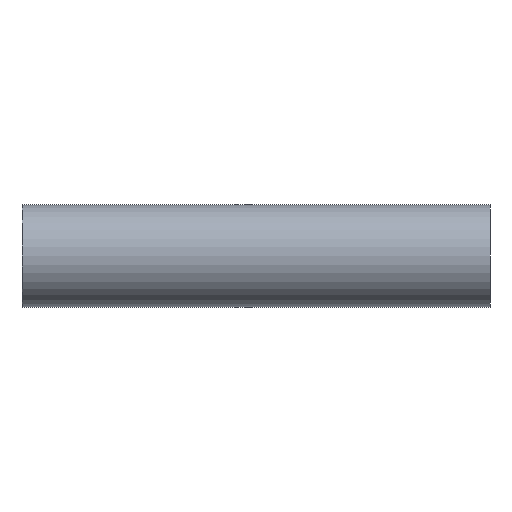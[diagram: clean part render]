
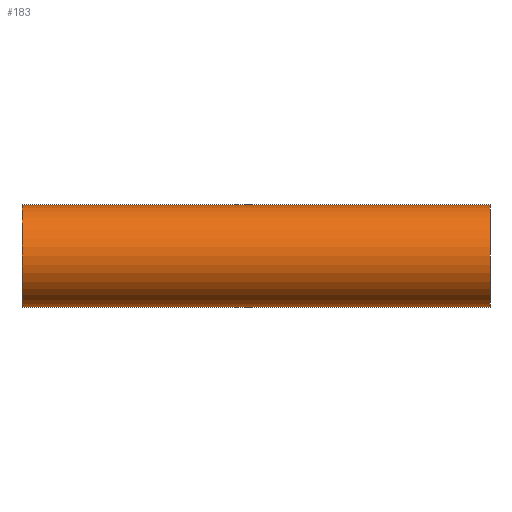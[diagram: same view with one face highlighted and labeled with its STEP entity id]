
A CAD part, left-side view. The second image highlights one B-rep face of the part: STEP entity #183.
In plain terms, the highlighted cylindrical face has radius 5.55 mm (diameter 11.1 mm), a partial arc.
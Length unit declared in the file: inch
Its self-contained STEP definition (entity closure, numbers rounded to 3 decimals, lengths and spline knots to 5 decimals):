
#4 = EDGE_CURVE ( 'NONE', #196, #84, #155, .T. ) ;
#6 = EDGE_CURVE ( 'NONE', #18, #162, #210, .T. ) ;
#13 = AXIS2_PLACEMENT_3D ( 'NONE', #58, #145, #27 ) ;
#18 = VERTEX_POINT ( 'NONE', #129 ) ;
#27 = DIRECTION ( 'NONE',  ( 0., 0., 1. ) ) ;
#32 = CARTESIAN_POINT ( 'NONE',  ( 0., 1., 0.2185 ) ) ;
#41 = ORIENTED_EDGE ( 'NONE', *, *, #195, .F. ) ;
#48 = DIRECTION ( 'NONE',  ( 0., -1., 0. ) ) ;
#58 = CARTESIAN_POINT ( 'NONE',  ( 0., 1., 0. ) ) ;
#61 = VECTOR ( 'NONE', #48, 39.37008 ) ;
#62 = DIRECTION ( 'NONE',  ( 0., -1., 0. ) ) ;
#64 = LINE ( 'NONE', #170, #223 ) ;
#66 = LINE ( 'NONE', #168, #61 ) ;
#69 = DIRECTION ( 'NONE',  ( 0., 1., 0. ) ) ;
#77 = CYLINDRICAL_SURFACE ( 'NONE', #153, 0.2185 ) ;
#78 = CARTESIAN_POINT ( 'NONE',  ( 0., -1., -0.2185 ) ) ;
#80 = CARTESIAN_POINT ( 'NONE',  ( 0., 1., 0. ) ) ;
#84 = VERTEX_POINT ( 'NONE', #86 ) ;
#86 = CARTESIAN_POINT ( 'NONE',  ( 0., -1., 0.2185 ) ) ;
#89 = ORIENTED_EDGE ( 'NONE', *, *, #6, .F. ) ;
#97 = DIRECTION ( 'NONE',  ( 0., 0., -1. ) ) ;
#102 = ORIENTED_EDGE ( 'NONE', *, *, #4, .T. ) ;
#104 = DIRECTION ( 'NONE',  ( 0., 0., 1. ) ) ;
#109 = EDGE_LOOP ( 'NONE', ( #41, #89, #213, #102 ) ) ;
#129 = CARTESIAN_POINT ( 'NONE',  ( 0., 1., -0.2185 ) ) ;
#145 = DIRECTION ( 'NONE',  ( 0., 1., 0. ) ) ;
#152 = EDGE_CURVE ( 'NONE', #18, #196, #64, .T. ) ;
#153 = AXIS2_PLACEMENT_3D ( 'NONE', #80, #206, #97 ) ;
#155 = CIRCLE ( 'NONE', #163, 0.2185 ) ;
#159 = CARTESIAN_POINT ( 'NONE',  ( 0., -1., 0. ) ) ;
#162 = VERTEX_POINT ( 'NONE', #32 ) ;
#163 = AXIS2_PLACEMENT_3D ( 'NONE', #159, #69, #104 ) ;
#168 = CARTESIAN_POINT ( 'NONE',  ( 0., 1., 0.2185 ) ) ;
#170 = CARTESIAN_POINT ( 'NONE',  ( 0., 1., -0.2185 ) ) ;
#183 = ADVANCED_FACE ( 'NONE', ( #188 ), #77, .T. ) ;
#188 = FACE_OUTER_BOUND ( 'NONE', #109, .T. ) ;
#195 = EDGE_CURVE ( 'NONE', #162, #84, #66, .T. ) ;
#196 = VERTEX_POINT ( 'NONE', #78 ) ;
#206 = DIRECTION ( 'NONE',  ( 0., -1., 0. ) ) ;
#210 = CIRCLE ( 'NONE', #13, 0.2185 ) ;
#213 = ORIENTED_EDGE ( 'NONE', *, *, #152, .T. ) ;
#223 = VECTOR ( 'NONE', #62, 39.37008 ) ;
